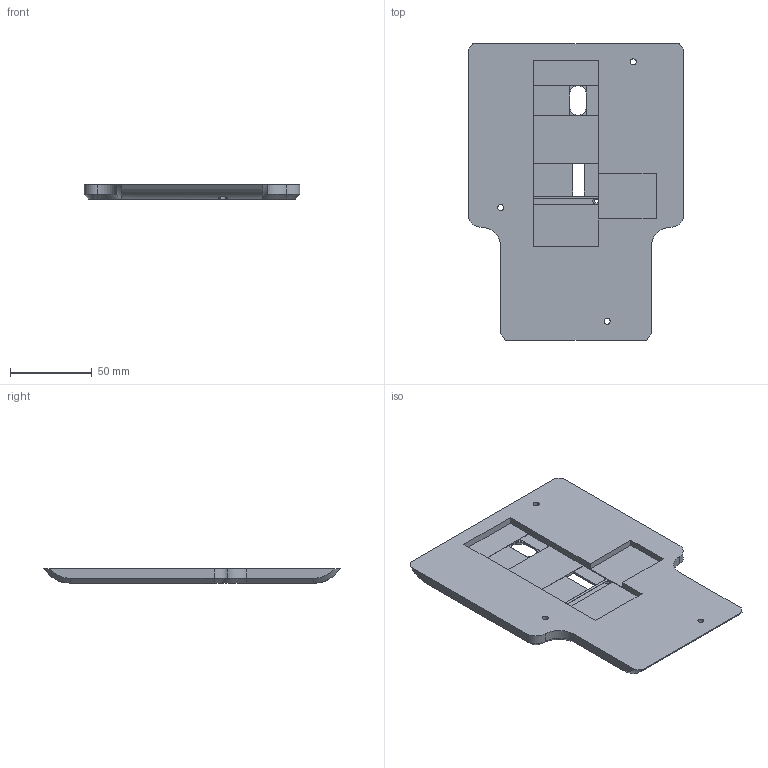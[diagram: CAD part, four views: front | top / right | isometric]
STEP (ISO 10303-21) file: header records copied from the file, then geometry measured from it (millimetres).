
FILE_DESCRIPTION(/* description */ ('','CAx-IF Rec.Pracs.---Representation and Presentation of Product Manufacturing Information (PMI)---4.0---2014-10-13'),/* implementation_level */ '2;1');
FILE_NAME(/* name */ 'wsbot lid v24.step',/* time_stamp */ '2025-01-29T13:00:08+01:00',/* author */ (''),/* organization */ (''),/* preprocessor_version */ 'ST-DEVELOPER v20',/* originating_system */ 'Autodesk Translation Framework v13.20.0.188',/* authorisation */ '');
FILE_SCHEMA (('AP242_MANAGED_MODEL_BASED_3D_ENGINEERING_MIM_LF { 1 0 10303 442 1 1 4 }'));
Length unit declared in the file: millimetre
Products named in the file (1): wsbot torso
Bounding box: 132 x 181 x 8.75 mm (x, y, z)
Volume: 148467.8 mm3; surface area: 47161.8 mm2
Topology: 1 solids, 1 shells, 83 faces, 218 edges, 138 vertices
Faces by surface type: plane 55, cylinder 15, cone 13
Full cylindrical faces by diameter (mm): 2.5 x1, 3.7 x3, 5.8 x3
Entity records: 2640 total; most frequent: CARTESIAN_POINT 528, ORIENTED_EDGE 436, DIRECTION 419, EDGE_CURVE 218, LINE 157, VECTOR 157, VERTEX_POINT 138, AXIS2_PLACEMENT_3D 131
